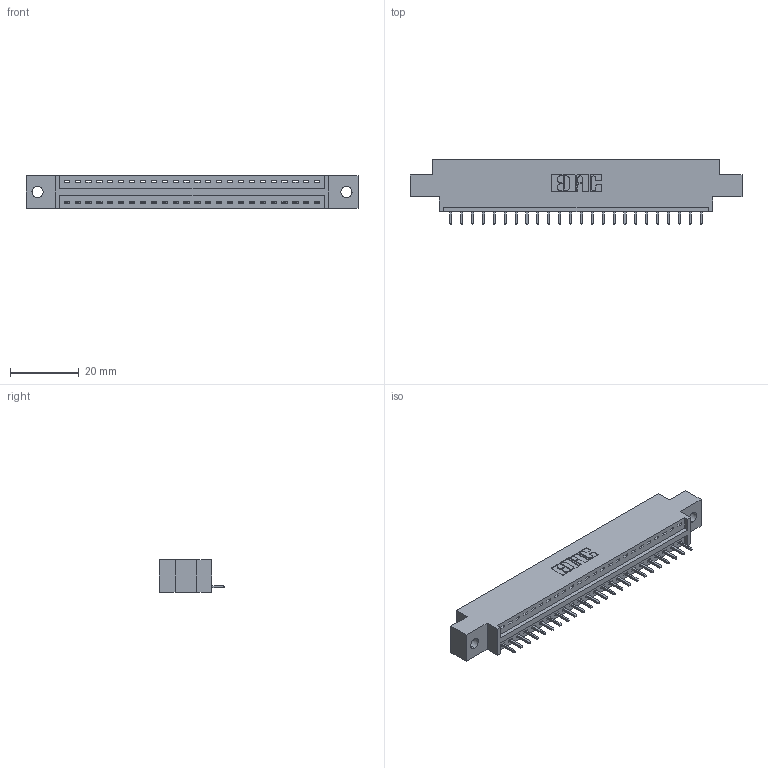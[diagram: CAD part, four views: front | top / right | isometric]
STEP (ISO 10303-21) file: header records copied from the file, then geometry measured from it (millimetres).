
FILE_DESCRIPTION (( 'STEP AP203' ), '1' );
FILE_NAME ('346-024-521-602.STEP', '2018-08-21T03:04:50', ( '' ), ( '' ), 'SwSTEP 2.0', 'SolidWorks 2016', '' );
FILE_SCHEMA (( 'CONFIG_CONTROL_DESIGN' ));
Length unit declared in the file: inch
Products named in the file (3): 345-292-001_345-293-121; 346-024-521-602; 346 Part_0.170 Offset - 0.128 Dia
Assembly tree (25 placements, depth 2):
  346-024-521-602
    346 Part_0.170 Offset - 0.128 Dia
    345-292-001_345-293-121  x24
Bounding box: 96.77 x 19.05 x 9.4 mm (x, y, z)
Volume: 8879.8 mm3; surface area: 10521.9 mm2
Topology: 25 solids, 25 shells, 1518 faces, 4565 edges, 3010 vertices
Faces by surface type: plane 1040, cylinder 478
Entity records: 17471 total; most frequent: CARTESIAN_POINT 3008, ORIENTED_EDGE 2966, DIRECTION 2675, EDGE_CURVE 1483, VECTOR 1255, LINE 1255, VERTEX_POINT 986, AXIS2_PLACEMENT_3D 710
